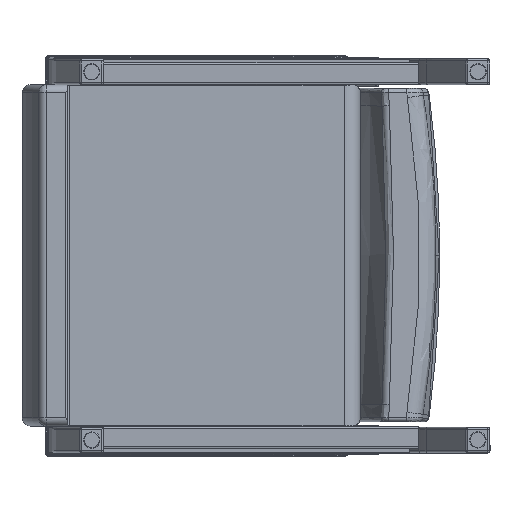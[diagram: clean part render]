
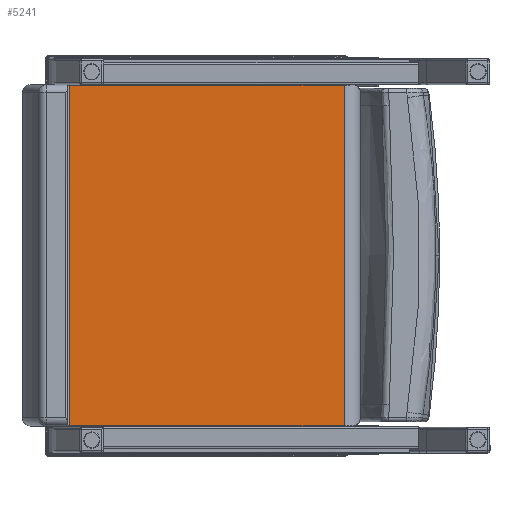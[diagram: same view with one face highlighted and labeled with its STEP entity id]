
A CAD part, front view. The second image highlights one B-rep face of the part: STEP entity #5241.
In plain terms, the highlighted planar face has unit normal (0, -1, 0).
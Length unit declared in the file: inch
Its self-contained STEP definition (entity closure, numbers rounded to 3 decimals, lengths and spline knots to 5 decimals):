
#596=PLANE('',#5910);
#727=LINE('',#8950,#940);
#743=LINE('',#9084,#956);
#749=LINE('',#9171,#962);
#750=LINE('',#9173,#963);
#940=VECTOR('',#7032,0.3937);
#956=VECTOR('',#7108,0.3937);
#962=VECTOR('',#7170,0.3937);
#963=VECTOR('',#7173,0.3937);
#1340=FACE_OUTER_BOUND('',#1700,.T.);
#1700=EDGE_LOOP('',(#4235,#4236,#4237,#4238));
#2390=VERTEX_POINT('',#8938);
#2391=VERTEX_POINT('',#8949);
#2415=VERTEX_POINT('',#9072);
#2416=VERTEX_POINT('',#9083);
#2999=EDGE_CURVE('',#2390,#2391,#727,.T.);
#3038=EDGE_CURVE('',#2415,#2416,#743,.T.);
#3063=EDGE_CURVE('',#2415,#2391,#749,.T.);
#3064=EDGE_CURVE('',#2416,#2390,#750,.T.);
#4235=ORIENTED_EDGE('',*,*,#2999,.F.);
#4236=ORIENTED_EDGE('',*,*,#3064,.F.);
#4237=ORIENTED_EDGE('',*,*,#3038,.F.);
#4238=ORIENTED_EDGE('',*,*,#3063,.T.);
#5241=ADVANCED_FACE('',(#1340),#596,.T.);
#5910=AXIS2_PLACEMENT_3D('',#9172,#7171,#7172);
#7032=DIRECTION('',(1.,0.,0.));
#7108=DIRECTION('',(-1.,0.,0.));
#7170=DIRECTION('',(0.,0.,1.));
#7171=DIRECTION('center_axis',(0.,-1.,0.));
#7172=DIRECTION('ref_axis',(1.,0.,0.));
#7173=DIRECTION('',(0.,0.,1.));
#8938=CARTESIAN_POINT('',(-12.08332,0.79731,20.96618));
#8949=CARTESIAN_POINT('',(4.79085,0.79731,20.96618));
#8950=CARTESIAN_POINT('',(-9.14642,0.79731,20.96618));
#9072=CARTESIAN_POINT('',(4.79085,0.79731,0.03382));
#9083=CARTESIAN_POINT('',(-12.08332,0.79731,0.03382));
#9084=CARTESIAN_POINT('',(-9.14642,0.79731,0.03382));
#9171=CARTESIAN_POINT('',(4.79085,0.79731,0.));
#9172=CARTESIAN_POINT('Origin',(-12.08332,0.79731,0.));
#9173=CARTESIAN_POINT('',(-12.08332,0.79731,0.));
